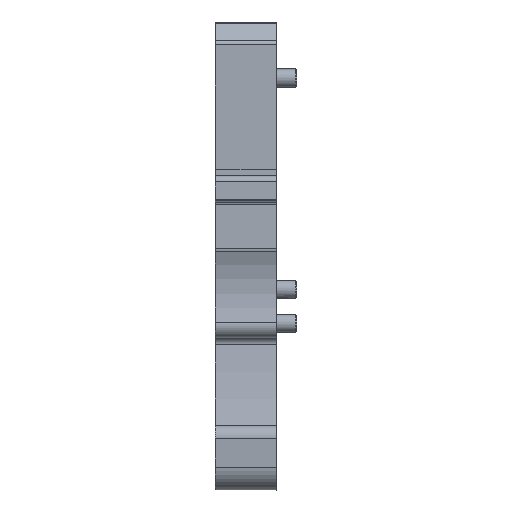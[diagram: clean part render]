
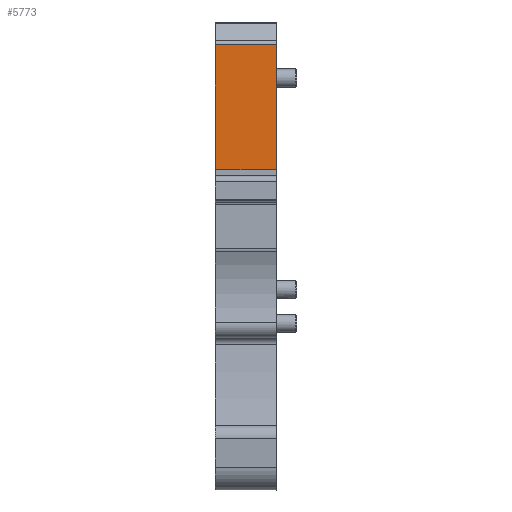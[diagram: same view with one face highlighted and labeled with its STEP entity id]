
A CAD part, front view. The second image highlights one B-rep face of the part: STEP entity #5773.
In plain terms, the highlighted planar face has unit normal (0, -1, 0).
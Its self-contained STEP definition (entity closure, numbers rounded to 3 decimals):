
#5717=AXIS2_PLACEMENT_3D('Plane Axis2P3D',#5714,#5715,#5716) ;
#1372=CARTESIAN_POINT('Vertex',(0.,52.3,26.25)) ;
#1375=CARTESIAN_POINT('Line Origine',(0.,52.3,31.371)) ;
#1379=CARTESIAN_POINT('Vertex',(0.,52.3,36.492)) ;
#5714=CARTESIAN_POINT('Axis2P3D Location',(0.311,52.3,23.817)) ;
#5725=CARTESIAN_POINT('Vertex',(5.,52.3,26.25)) ;
#5728=CARTESIAN_POINT('Line Origine',(2.656,52.3,26.25)) ;
#5732=CARTESIAN_POINT('Vertex',(0.311,52.3,26.25)) ;
#5735=CARTESIAN_POINT('Line Origine',(0.156,52.3,26.25)) ;
#5754=CARTESIAN_POINT('Line Origine',(5.,52.3,31.371)) ;
#5758=CARTESIAN_POINT('Vertex',(5.,52.3,36.492)) ;
#5761=CARTESIAN_POINT('Line Origine',(2.5,52.3,36.492)) ;
#1376=DIRECTION('Vector Direction',(0.,0.,1.)) ;
#5715=DIRECTION('Axis2P3D Direction',(0.,1.,0.)) ;
#5716=DIRECTION('Axis2P3D XDirection',(-1.,0.,0.)) ;
#5729=DIRECTION('Vector Direction',(1.,0.,0.)) ;
#5736=DIRECTION('Vector Direction',(-1.,0.,0.)) ;
#5755=DIRECTION('Vector Direction',(0.,0.,1.)) ;
#5762=DIRECTION('Vector Direction',(-1.,0.,0.)) ;
#1377=VECTOR('Line Direction',#1376,1.) ;
#5730=VECTOR('Line Direction',#5729,1.) ;
#5737=VECTOR('Line Direction',#5736,1.) ;
#5756=VECTOR('Line Direction',#5755,1.) ;
#5763=VECTOR('Line Direction',#5762,1.) ;
#5767=ORIENTED_EDGE('',*,*,#5760,.T.) ;
#5768=ORIENTED_EDGE('',*,*,#5765,.T.) ;
#5769=ORIENTED_EDGE('',*,*,#1381,.F.) ;
#5770=ORIENTED_EDGE('',*,*,#5739,.F.) ;
#5771=ORIENTED_EDGE('',*,*,#5734,.T.) ;
#5773=ADVANCED_FACE('Koerper.2 ( *SOL1 - wsp *MASTER -  -Non Smart-  )',(#5772),#5718,.F.) ;
#1381=EDGE_CURVE('',#1373,#1380,#1378,.T.) ;
#5734=EDGE_CURVE('',#5733,#5726,#5731,.T.) ;
#5739=EDGE_CURVE('',#5733,#1373,#5738,.T.) ;
#5760=EDGE_CURVE('',#5726,#5759,#5757,.T.) ;
#5765=EDGE_CURVE('',#5759,#1380,#5764,.T.) ;
#5766=EDGE_LOOP('',(#5767,#5768,#5769,#5770,#5771)) ;
#5772=FACE_OUTER_BOUND('',#5766,.T.) ;
#1378=LINE('Line',#1375,#1377) ;
#5731=LINE('Line',#5728,#5730) ;
#5738=LINE('Line',#5735,#5737) ;
#5757=LINE('Line',#5754,#5756) ;
#5764=LINE('Line',#5761,#5763) ;
#5718=PLANE('',#5717) ;
#1373=VERTEX_POINT('',#1372) ;
#1380=VERTEX_POINT('',#1379) ;
#5726=VERTEX_POINT('',#5725) ;
#5733=VERTEX_POINT('',#5732) ;
#5759=VERTEX_POINT('',#5758) ;
